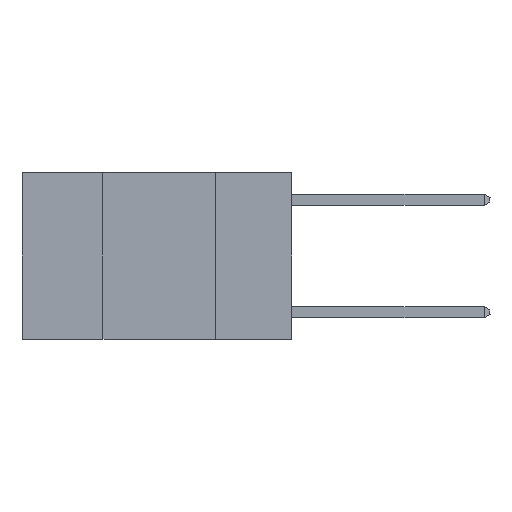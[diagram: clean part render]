
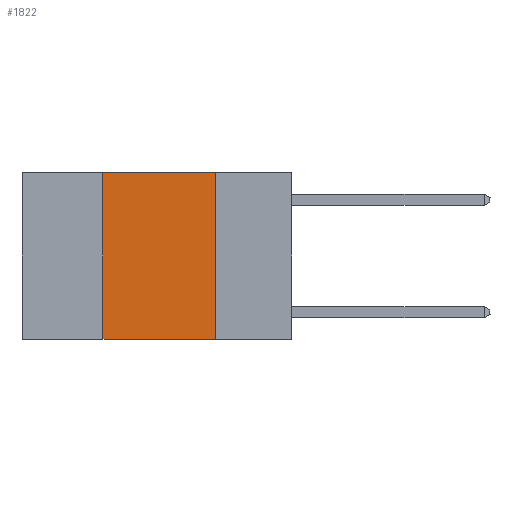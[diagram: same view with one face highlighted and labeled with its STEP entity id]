
A CAD part, left-side view. The second image highlights one B-rep face of the part: STEP entity #1822.
In plain terms, the highlighted planar face has unit normal (-1, 0, 0).
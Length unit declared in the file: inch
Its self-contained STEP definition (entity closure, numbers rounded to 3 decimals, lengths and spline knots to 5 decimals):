
#112 = PLANE ( 'NONE',  #7226 ) ;
#190 = DIRECTION ( 'NONE',  ( 0., 0., -1. ) ) ;
#453 = CARTESIAN_POINT ( 'NONE',  ( 0., 0.6, -0.37 ) ) ;
#516 = LINE ( 'NONE', #453, #13481 ) ;
#550 = CARTESIAN_POINT ( 'NONE',  ( 0., 0.42, -0.37 ) ) ;
#1062 = VERTEX_POINT ( 'NONE', #11200 ) ;
#1181 = VERTEX_POINT ( 'NONE', #6392 ) ;
#1587 = CARTESIAN_POINT ( 'NONE',  ( 0., 0.6, 0. ) ) ;
#1822 = ADVANCED_FACE ( 'NONE', ( #9632 ), #112, .F. ) ;
#1997 = CARTESIAN_POINT ( 'NONE',  ( 0., 0.17, 0. ) ) ;
#2134 = DIRECTION ( 'NONE',  ( 0., -1., 0. ) ) ;
#2317 = ORIENTED_EDGE ( 'NONE', *, *, #9096, .F. ) ;
#2570 = DIRECTION ( 'NONE',  ( 0., 0., 1. ) ) ;
#2758 = VECTOR ( 'NONE', #8300, 39.37008 ) ;
#2912 = VERTEX_POINT ( 'NONE', #12008 ) ;
#3295 = DIRECTION ( 'NONE',  ( 1., 0., 0. ) ) ;
#3702 = EDGE_CURVE ( 'NONE', #6072, #1181, #12158, .T. ) ;
#4410 = EDGE_CURVE ( 'NONE', #1062, #2912, #7412, .T. ) ;
#4693 = CARTESIAN_POINT ( 'NONE',  ( 0., 0.42, 0. ) ) ;
#4748 = DIRECTION ( 'NONE',  ( 0., -1., 0. ) ) ;
#5012 = ORIENTED_EDGE ( 'NONE', *, *, #4410, .F. ) ;
#5679 = EDGE_CURVE ( 'NONE', #6072, #2912, #516, .T. ) ;
#5998 = LINE ( 'NONE', #1587, #8443 ) ;
#6072 = VERTEX_POINT ( 'NONE', #550 ) ;
#6392 = CARTESIAN_POINT ( 'NONE',  ( 0., 0.42, 0. ) ) ;
#7226 = AXIS2_PLACEMENT_3D ( 'NONE', #12792, #3295, #190 ) ;
#7412 = LINE ( 'NONE', #1997, #2758 ) ;
#8300 = DIRECTION ( 'NONE',  ( 0., 0., -1. ) ) ;
#8342 = EDGE_LOOP ( 'NONE', ( #5012, #2317, #9428, #11364 ) ) ;
#8443 = VECTOR ( 'NONE', #4748, 39.37008 ) ;
#9096 = EDGE_CURVE ( 'NONE', #1181, #1062, #5998, .T. ) ;
#9428 = ORIENTED_EDGE ( 'NONE', *, *, #3702, .F. ) ;
#9632 = FACE_OUTER_BOUND ( 'NONE', #8342, .T. ) ;
#10541 = VECTOR ( 'NONE', #2570, 39.37008 ) ;
#11200 = CARTESIAN_POINT ( 'NONE',  ( 0., 0.17, 0. ) ) ;
#11364 = ORIENTED_EDGE ( 'NONE', *, *, #5679, .T. ) ;
#12008 = CARTESIAN_POINT ( 'NONE',  ( 0., 0.17, -0.37 ) ) ;
#12158 = LINE ( 'NONE', #4693, #10541 ) ;
#12792 = CARTESIAN_POINT ( 'NONE',  ( 0., 0.6, 0. ) ) ;
#13481 = VECTOR ( 'NONE', #2134, 39.37008 ) ;
